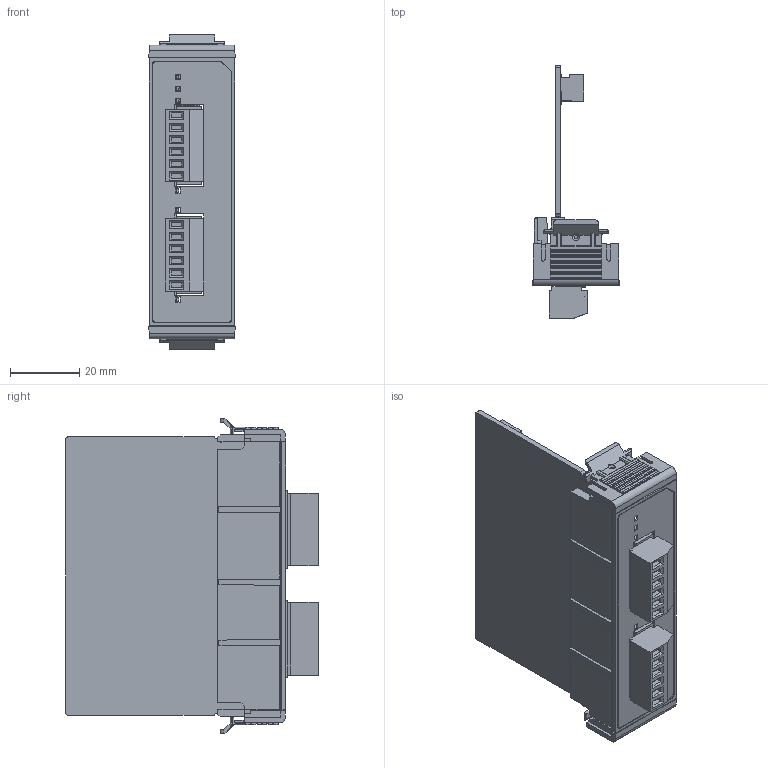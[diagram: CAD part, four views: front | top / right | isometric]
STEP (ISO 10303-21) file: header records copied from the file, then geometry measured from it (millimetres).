
FILE_DESCRIPTION (( 'STEP AP214' ), '1' );
FILE_NAME ('C2-DCM.STEP', '2021-08-31T16:04:04', ( '' ), ( '' ), 'SwSTEP 2.0', 'SolidWorks 2021', '' );
FILE_SCHEMA (( 'AUTOMOTIVE_DESIGN' ));
Length unit declared in the file: inch
Products named in the file (1): C2-DCM
Bounding box: 24.9 x 73 x 90.91 mm (x, y, z)
Volume: 20901.7 mm3; surface area: 34054.4 mm2
Topology: 16 solids, 16 shells, 2102 faces, 5664 edges, 3728 vertices
Faces by surface type: plane 1866, cylinder 213, cone 17, bspline 4, sphere 2
Full cylindrical faces by diameter (mm): 0.6 x2, 0.8 x24, 1 x12, 1.2 x12, 2.8 x12
Entity records: 64943 total; most frequent: CARTESIAN_POINT 11975, ORIENTED_EDGE 11160, DIRECTION 10130, EDGE_CURVE 5580, LINE 5120, VECTOR 5120, VERTEX_POINT 3722, AXIS2_PLACEMENT_3D 2505
